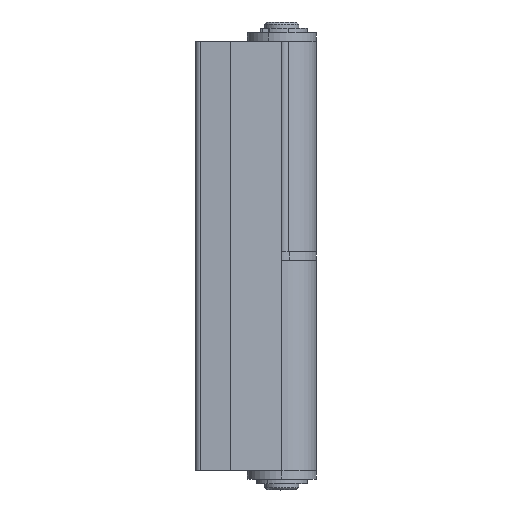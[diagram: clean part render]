
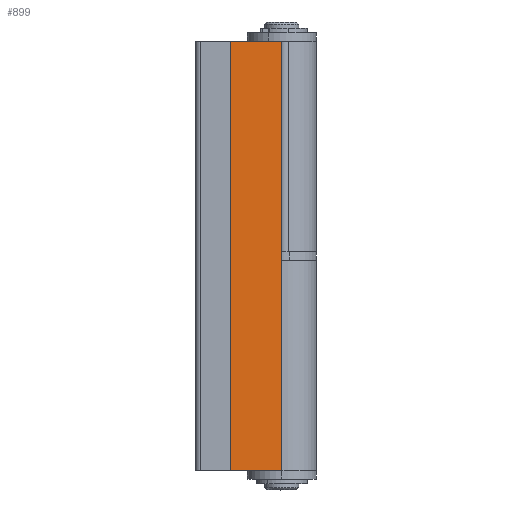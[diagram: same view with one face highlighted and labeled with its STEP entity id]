
A CAD part, top view. The second image highlights one B-rep face of the part: STEP entity #899.
In plain terms, the highlighted planar face has unit normal (0.707, 0, 0.707).
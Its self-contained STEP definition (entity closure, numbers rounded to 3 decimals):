
#845 = ORIENTED_EDGE ( 'NONE', *, *, #896, .F. ) ;
#848 = VERTEX_POINT ( 'NONE', #3551 ) ;
#869 = ORIENTED_EDGE ( 'NONE', *, *, #1216, .F. ) ;
#870 = EDGE_CURVE ( 'NONE', #903, #874, #3601, .T. ) ;
#874 = VERTEX_POINT ( 'NONE', #3590 ) ;
#888 = EDGE_CURVE ( 'NONE', #874, #848, #3521, .T. ) ;
#895 = VERTEX_POINT ( 'NONE', #3734 ) ;
#896 = EDGE_CURVE ( 'NONE', #848, #895, #3815, .T. ) ;
#899 = ADVANCED_FACE ( 'NONE', ( #3741 ), #3740, .F. ) ;
#903 = VERTEX_POINT ( 'NONE', #3669 ) ;
#932 = EDGE_LOOP ( 'NONE', ( #845, #933, #934, #869 ) ) ;
#933 = ORIENTED_EDGE ( 'NONE', *, *, #888, .F. ) ;
#934 = ORIENTED_EDGE ( 'NONE', *, *, #870, .F. ) ;
#1216 = EDGE_CURVE ( 'NONE', #895, #903, #3994, .T. ) ;
#3518 = DIRECTION ( 'NONE',  ( 0., -1., 0. ) ) ;
#3519 = VECTOR ( 'NONE', #3518, 1000. ) ;
#3520 = CARTESIAN_POINT ( 'NONE',  ( 30.495, -73.018, 47. ) ) ;
#3521 = LINE ( 'NONE', #3520, #3519 ) ;
#3551 = CARTESIAN_POINT ( 'NONE',  ( 30.495, -73.018, 47. ) ) ;
#3583 = DIRECTION ( 'NONE',  ( 0.707, 0., -0.707 ) ) ;
#3584 = VECTOR ( 'NONE', #3583, 1000. ) ;
#3585 = CARTESIAN_POINT ( 'NONE',  ( 34.995, 26.982, 42.5 ) ) ;
#3590 = CARTESIAN_POINT ( 'NONE',  ( 30.495, 26.982, 47. ) ) ;
#3601 = LINE ( 'NONE', #3585, #3584 ) ;
#3669 = CARTESIAN_POINT ( 'NONE',  ( 18.495, 26.982, 59. ) ) ;
#3670 = DIRECTION ( 'NONE',  ( 0., 1., 0. ) ) ;
#3671 = DIRECTION ( 'NONE',  ( -0.707, 0., -0.707 ) ) ;
#3672 = CARTESIAN_POINT ( 'NONE',  ( 18.495, -73.018, 59. ) ) ;
#3673 = AXIS2_PLACEMENT_3D ( 'NONE', #3672, #3671, #3670 ) ;
#3674 = DIRECTION ( 'NONE',  ( -0.707, 0., 0.707 ) ) ;
#3675 = VECTOR ( 'NONE', #3674, 1000. ) ;
#3676 = CARTESIAN_POINT ( 'NONE',  ( 18.495, -73.018, 59. ) ) ;
#3734 = CARTESIAN_POINT ( 'NONE',  ( 18.495, -73.018, 59. ) ) ;
#3740 = PLANE ( 'NONE',  #3673 ) ;
#3741 = FACE_OUTER_BOUND ( 'NONE', #932, .T. ) ;
#3815 = LINE ( 'NONE', #3676, #3675 ) ;
#3991 = DIRECTION ( 'NONE',  ( 0., 1., 0. ) ) ;
#3992 = VECTOR ( 'NONE', #3991, 1000. ) ;
#3993 = CARTESIAN_POINT ( 'NONE',  ( 18.495, -73.018, 59. ) ) ;
#3994 = LINE ( 'NONE', #3993, #3992 ) ;
